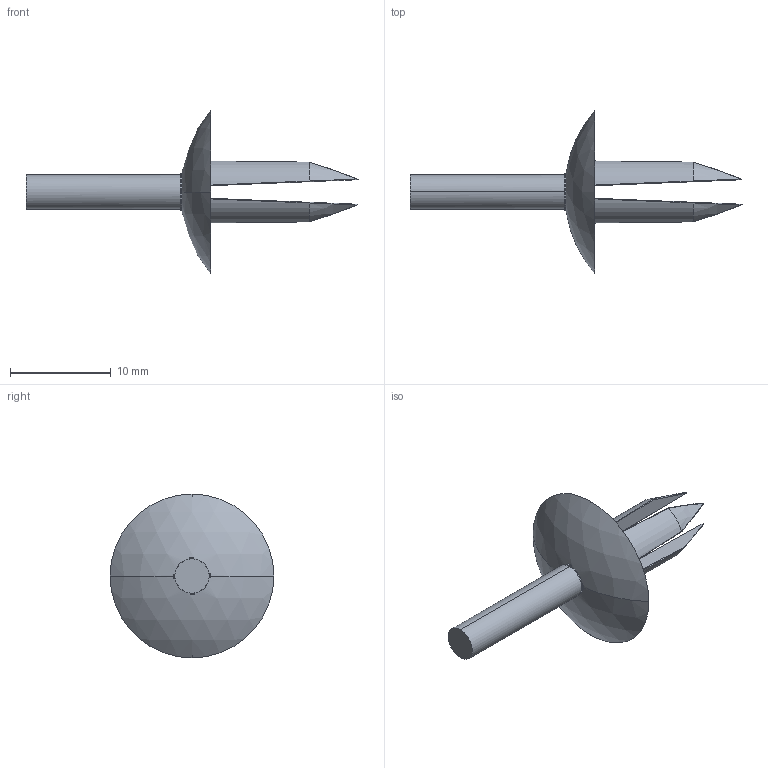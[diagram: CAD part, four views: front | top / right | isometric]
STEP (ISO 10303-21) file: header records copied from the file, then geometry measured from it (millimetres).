
FILE_DESCRIPTION (( 'STEP AP214' ), '1' );
FILE_NAME ('0.1.0.0.553600.STEP', '2024-09-24T06:22:37', ( '' ), ( '' ), 'SwSTEP 2.0', 'SolidWorks 2023', '' );
FILE_SCHEMA (( 'AUTOMOTIVE_DESIGN' ));
Length unit declared in the file: millimetre
Products named in the file (1): 0.1.0.0.553600
Bounding box: 32.93 x 16.25 x 16.25 mm (x, y, z)
Volume: 468.2 mm3; surface area: 1016.9 mm2
Topology: 1 solids, 1 shells, 73 faces, 218 edges, 139 vertices
Faces by surface type: plane 30, bspline 16, sphere 8, cone 8, cylinder 6, torus 5
Entity records: 3247 total; most frequent: CARTESIAN_POINT 1427, ORIENTED_EDGE 436, DIRECTION 338, EDGE_CURVE 218, AXIS2_PLACEMENT_3D 146, VERTEX_POINT 139, CIRCLE 88, EDGE_LOOP 73
